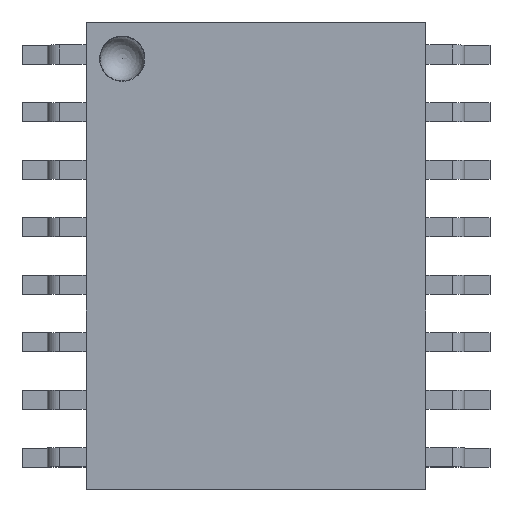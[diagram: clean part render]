
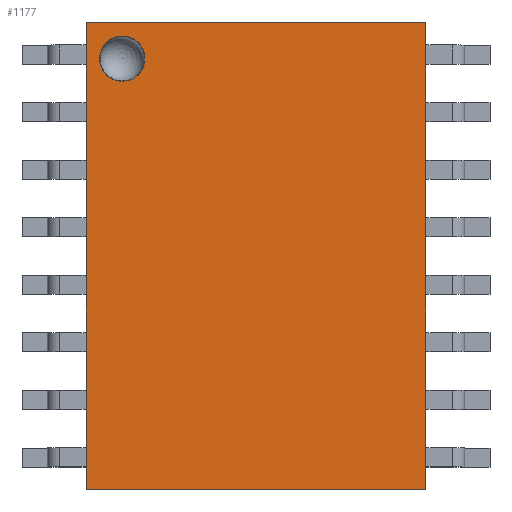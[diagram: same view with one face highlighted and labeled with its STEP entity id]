
A CAD part, top view. The second image highlights one B-rep face of the part: STEP entity #1177.
In plain terms, the highlighted planar face has unit normal (0, 0, 1).
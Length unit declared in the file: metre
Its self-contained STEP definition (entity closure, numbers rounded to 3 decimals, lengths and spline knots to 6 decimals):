
#1177 = ADVANCED_FACE( '', ( #2887, #2888 ), #2889, .T. );
#2887 = FACE_BOUND( '', #5128, .T. );
#2888 = FACE_OUTER_BOUND( '', #5129, .T. );
#2889 = PLANE( '', #5130 );
#5128 = EDGE_LOOP( '', ( #7684 ) );
#5129 = EDGE_LOOP( '', ( #7685, #7686, #7687, #7688 ) );
#5130 = AXIS2_PLACEMENT_3D( '', #7689, #7690, #7691 );
#7684 = ORIENTED_EDGE( '', *, *, #9485, .T. );
#7685 = ORIENTED_EDGE( '', *, *, #9487, .T. );
#7686 = ORIENTED_EDGE( '', *, *, #9488, .T. );
#7687 = ORIENTED_EDGE( '', *, *, #9432, .T. );
#7688 = ORIENTED_EDGE( '', *, *, #9420, .T. );
#7689 = CARTESIAN_POINT( '', ( -0.00375, -0.00515, 0.00275 ) );
#7690 = DIRECTION( '', ( 0., 0., 1. ) );
#7691 = DIRECTION( '', ( 1., 0., 0. ) );
#9420 = EDGE_CURVE( '', #9640, #9641, #9642, .T. );
#9432 = EDGE_CURVE( '', #9657, #9640, #9660, .T. );
#9485 = EDGE_CURVE( '', #9712, #9712, #9713, .T. );
#9487 = EDGE_CURVE( '', #9641, #9715, #9716, .T. );
#9488 = EDGE_CURVE( '', #9715, #9657, #9717, .T. );
#9640 = VERTEX_POINT( '', #9868 );
#9641 = VERTEX_POINT( '', #9869 );
#9642 = B_SPLINE_CURVE_WITH_KNOTS( '', 1, ( #9870, #9871 ), .UNSPECIFIED., .F., .F., ( 2, 2 ), ( 0., 1. ), .UNSPECIFIED. );
#9657 = VERTEX_POINT( '', #9925 );
#9660 = B_SPLINE_CURVE_WITH_KNOTS( '', 1, ( #9930, #9931 ), .UNSPECIFIED., .F., .F., ( 2, 2 ), ( 0., 1. ), .UNSPECIFIED. );
#9712 = VERTEX_POINT( '', #9983 );
#9713 = B_SPLINE_CURVE_WITH_KNOTS( '', 3, ( #9984, #9985, #9986, #9987, #9988, #9989, #9990, #9991, #9992, #9993, #9994, #9995, #9996, #9997, #9998, #9999, #10000, #10001, #10002 ), .UNSPECIFIED., .T., .F., ( 2, 1, 1, 1, 1, 1, 1, 1, 1, 1, 1, 1, 1, 1, 1, 1, 1, 1, 1, 1, 2 ), ( -0.125, -0.0625, 0., 0.0625, 0.125, 0.1875, 0.25, 0.3125, 0.375, 0.4375, 0.5, 0.5625, 0.625, 0.6875, 0.75, 0.8125, 0.875, 0.9375, 1., 1.0625, 1.125 ), .UNSPECIFIED. );
#9715 = VERTEX_POINT( '', #10004 );
#9716 = B_SPLINE_CURVE_WITH_KNOTS( '', 1, ( #10005, #10006 ), .UNSPECIFIED., .F., .F., ( 2, 2 ), ( 0., 1. ), .UNSPECIFIED. );
#9717 = B_SPLINE_CURVE_WITH_KNOTS( '', 1, ( #10007, #10008 ), .UNSPECIFIED., .F., .F., ( 2, 2 ), ( 0., 1. ), .UNSPECIFIED. );
#9868 = CARTESIAN_POINT( '', ( -0.00375, -0.00515, 0.00275 ) );
#9869 = CARTESIAN_POINT( '', ( 0.00375, -0.00515, 0.00275 ) );
#9870 = CARTESIAN_POINT( '', ( -0.00375, -0.00515, 0.00275 ) );
#9871 = CARTESIAN_POINT( '', ( 0.00375, -0.00515, 0.00275 ) );
#9925 = CARTESIAN_POINT( '', ( -0.00375, 0.00515, 0.00275 ) );
#9930 = CARTESIAN_POINT( '', ( -0.00375, 0.00515, 0.00275 ) );
#9931 = CARTESIAN_POINT( '', ( -0.00375, -0.00515, 0.00275 ) );
#9983 = CARTESIAN_POINT( '', ( -0.00245, 0.00435, 0.00275 ) );
#9984 = CARTESIAN_POINT( '', ( -0.002476, 0.004546, 0.00275 ) );
#9985 = CARTESIAN_POINT( '', ( -0.002437, 0.00435, 0.00275 ) );
#9986 = CARTESIAN_POINT( '', ( -0.002476, 0.004154, 0.00275 ) );
#9987 = CARTESIAN_POINT( '', ( -0.002587, 0.003987, 0.00275 ) );
#9988 = CARTESIAN_POINT( '', ( -0.002754, 0.003876, 0.00275 ) );
#9989 = CARTESIAN_POINT( '', ( -0.00295, 0.003837, 0.00275 ) );
#9990 = CARTESIAN_POINT( '', ( -0.003146, 0.003876, 0.00275 ) );
#9991 = CARTESIAN_POINT( '', ( -0.003313, 0.003987, 0.00275 ) );
#9992 = CARTESIAN_POINT( '', ( -0.003424, 0.004154, 0.00275 ) );
#9993 = CARTESIAN_POINT( '', ( -0.003463, 0.00435, 0.00275 ) );
#9994 = CARTESIAN_POINT( '', ( -0.003424, 0.004546, 0.00275 ) );
#9995 = CARTESIAN_POINT( '', ( -0.003313, 0.004713, 0.00275 ) );
#9996 = CARTESIAN_POINT( '', ( -0.003146, 0.004824, 0.00275 ) );
#9997 = CARTESIAN_POINT( '', ( -0.00295, 0.004863, 0.00275 ) );
#9998 = CARTESIAN_POINT( '', ( -0.002754, 0.004824, 0.00275 ) );
#9999 = CARTESIAN_POINT( '', ( -0.002587, 0.004713, 0.00275 ) );
#10000 = CARTESIAN_POINT( '', ( -0.002476, 0.004546, 0.00275 ) );
#10001 = CARTESIAN_POINT( '', ( -0.002437, 0.00435, 0.00275 ) );
#10002 = CARTESIAN_POINT( '', ( -0.002476, 0.004154, 0.00275 ) );
#10004 = CARTESIAN_POINT( '', ( 0.00375, 0.00515, 0.00275 ) );
#10005 = CARTESIAN_POINT( '', ( 0.00375, -0.00515, 0.00275 ) );
#10006 = CARTESIAN_POINT( '', ( 0.00375, 0.00515, 0.00275 ) );
#10007 = CARTESIAN_POINT( '', ( 0.00375, 0.00515, 0.00275 ) );
#10008 = CARTESIAN_POINT( '', ( -0.00375, 0.00515, 0.00275 ) );
